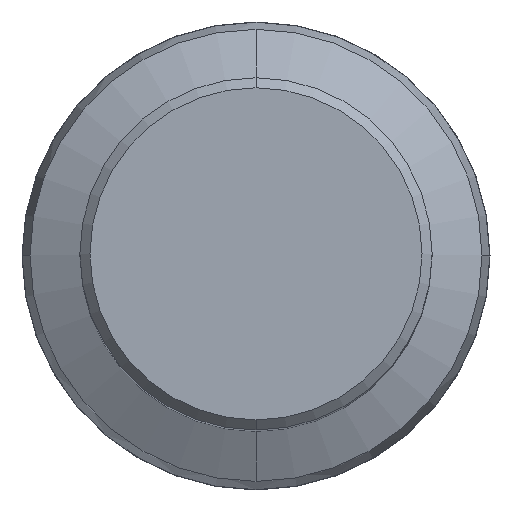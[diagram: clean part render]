
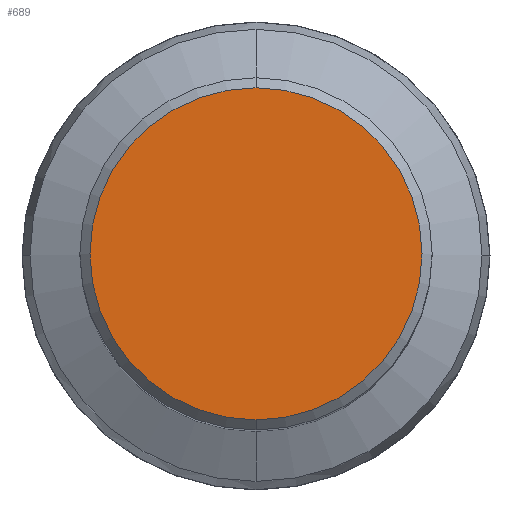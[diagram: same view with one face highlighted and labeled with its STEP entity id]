
A CAD part, top view. The second image highlights one B-rep face of the part: STEP entity #689.
In plain terms, the highlighted planar face has unit normal (0, 0, 1).
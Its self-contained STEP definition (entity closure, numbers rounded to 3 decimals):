
#421=VERTEX_POINT('',#929);
#441=EDGE_CURVE('',#421,#583,#951,.T.);
#491=EDGE_CURVE('',#583,#421,#1007,.T.);
#583=VERTEX_POINT('',#1109);
#689=ADVANCED_FACE('',(#1222),#1223,.T.);
#929=CARTESIAN_POINT('',(0.,-19.8,0.0));
#951=CIRCLE('',#1658,19.8);
#1007=CIRCLE('',#1727,19.8);
#1109=CARTESIAN_POINT('',(0.0,19.8,0.0));
#1222=FACE_OUTER_BOUND('',#2199,.T.);
#1223=PLANE('',#2200);
#1658=AXIS2_PLACEMENT_3D('',#2528,#2529,#2530);
#1727=AXIS2_PLACEMENT_3D('',#2610,#2611,#2612);
#2199=EDGE_LOOP('',(#2861,#2862));
#2200=AXIS2_PLACEMENT_3D('',#2863,#2864,#2865);
#2528=CARTESIAN_POINT('',(0.0,0.0,0.0));
#2529=DIRECTION('',(0.0,0.0,-1.0));
#2530=DIRECTION('',(0.0,1.0,0.0));
#2610=CARTESIAN_POINT('',(0.0,0.0,0.0));
#2611=DIRECTION('',(0.0,0.0,-1.0));
#2612=DIRECTION('',(0.0,1.0,0.0));
#2861=ORIENTED_EDGE('',*,*,#491,.F.);
#2862=ORIENTED_EDGE('',*,*,#441,.F.);
#2863=CARTESIAN_POINT('',(0.0,9.9,0.0));
#2864=DIRECTION('',(-0.0,0.0,1.0));
#2865=DIRECTION('',(0.0,-1.0,0.0));
